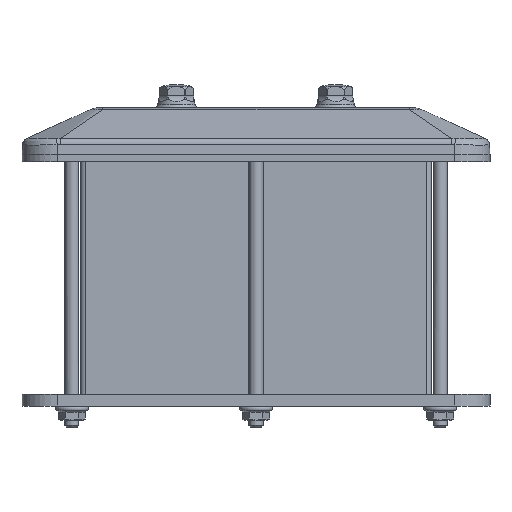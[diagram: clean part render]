
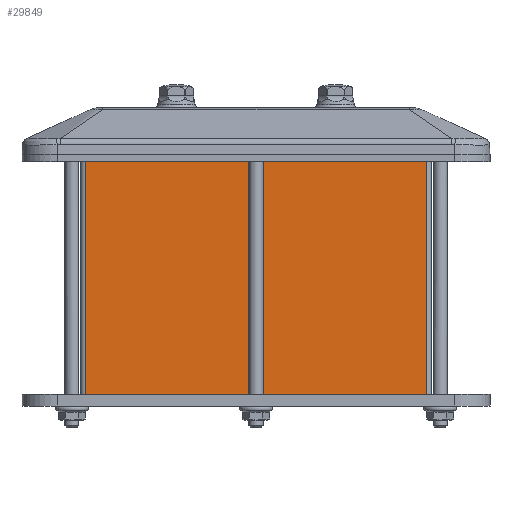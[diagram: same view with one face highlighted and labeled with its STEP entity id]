
A CAD part, front view. The second image highlights one B-rep face of the part: STEP entity #29849.
In plain terms, the highlighted planar face has unit normal (0, -1, 0).
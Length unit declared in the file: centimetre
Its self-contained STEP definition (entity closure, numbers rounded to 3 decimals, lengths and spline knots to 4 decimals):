
#2348=FACE_OUTER_BOUND('',#4267,.T.);
#4267=EDGE_LOOP('',(#23346,#23347,#23348,#23349));
#7782=LINE('',#48286,#9862);
#7922=LINE('',#50045,#10002);
#7932=LINE('',#50070,#10012);
#7933=LINE('',#50072,#10013);
#9862=VECTOR('',#40354,1.);
#10002=VECTOR('',#41342,1.);
#10012=VECTOR('',#41370,1.);
#10013=VECTOR('',#41373,1.);
#11929=VERTEX_POINT('',#48283);
#11930=VERTEX_POINT('',#48285);
#12264=VERTEX_POINT('',#50042);
#12271=VERTEX_POINT('',#50068);
#15551=EDGE_CURVE('',#11929,#11930,#7782,.T.);
#16087=EDGE_CURVE('',#12264,#11929,#7922,.T.);
#16100=EDGE_CURVE('',#12271,#11930,#7932,.T.);
#16101=EDGE_CURVE('',#12271,#12264,#7933,.T.);
#23346=ORIENTED_EDGE('',*,*,#16101,.F.);
#23347=ORIENTED_EDGE('',*,*,#16100,.T.);
#23348=ORIENTED_EDGE('',*,*,#15551,.F.);
#23349=ORIENTED_EDGE('',*,*,#16087,.F.);
#26601=PLANE('',#33231);
#29849=ADVANCED_FACE('',(#2348),#26601,.T.);
#33231=AXIS2_PLACEMENT_3D('',#50071,#41371,#41372);
#40354=DIRECTION('',(-1.,0.,0.));
#41342=DIRECTION('',(0.,0.,-1.));
#41370=DIRECTION('',(0.,0.,-1.));
#41371=DIRECTION('center_axis',(0.,-1.,0.));
#41372=DIRECTION('ref_axis',(-1.,0.,0.));
#41373=DIRECTION('',(1.,0.,0.));
#48283=CARTESIAN_POINT('',(7.29,-12.2812,-11.92));
#48285=CARTESIAN_POINT('',(-7.29,-12.2812,-11.92));
#48286=CARTESIAN_POINT('',(7.29,-12.2812,-11.92));
#50042=CARTESIAN_POINT('',(7.29,-12.2812,-1.92));
#50045=CARTESIAN_POINT('',(7.29,-12.2812,-1.92));
#50068=CARTESIAN_POINT('',(-7.29,-12.2812,-1.92));
#50070=CARTESIAN_POINT('',(-7.29,-12.2812,-1.92));
#50071=CARTESIAN_POINT('Origin',(7.29,-12.2812,-1.92));
#50072=CARTESIAN_POINT('',(3.645,-12.2812,-1.92));
